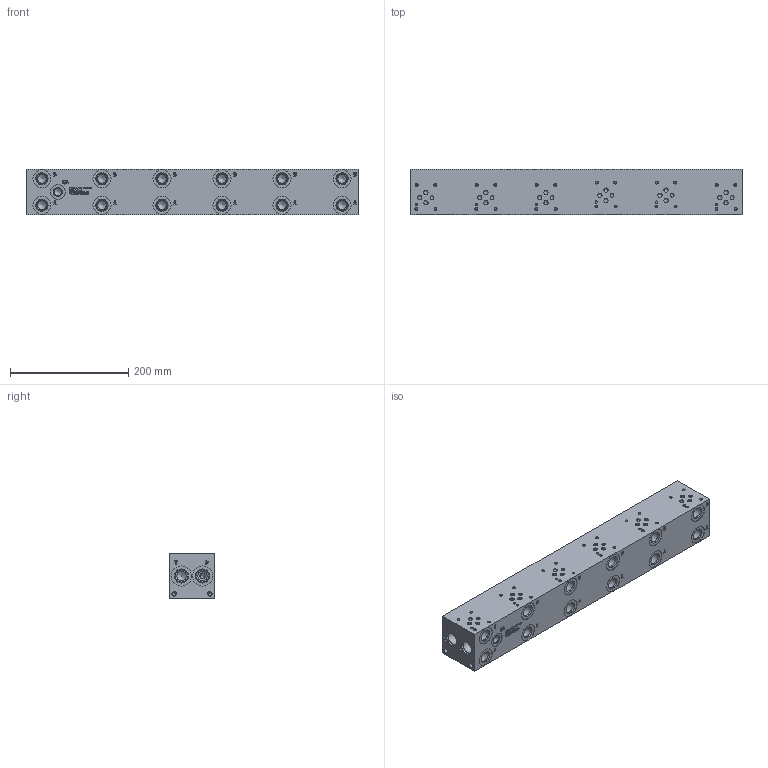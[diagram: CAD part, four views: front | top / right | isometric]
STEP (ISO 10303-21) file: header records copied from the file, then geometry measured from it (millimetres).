
FILE_DESCRIPTION(/* description */ (''),/* implementation_level */ '2;1');
FILE_NAME(/* name */ '_D03P064S.stp',/* time_stamp */ '2022-10-14T12:05:17-04:00',/* author */ ('bobbyh'),/* organization */ (''),/* preprocessor_version */ 'ST-DEVELOPER v18',/* originating_system */ 'Autodesk Inventor 2020',/* authorisation */ '');
FILE_SCHEMA (('AUTOMOTIVE_DESIGN { 1 0 10303 214 3 1 1 }'));
Length unit declared in the file: millimetre
Products named in the file (1): Part8
Bounding box: 561.98 x 76.2 x 76.2 mm (x, y, z)
Volume: 3126981.5 mm3; surface area: 217010.3 mm2
Topology: 1 solids, 1 shells, 1012 faces, 2758 edges, 1876 vertices
Faces by surface type: plane 493, bspline 216, cylinder 174, cone 129
Full cylindrical faces by diameter (mm): 3.785 x24, 3.962 x6, 4.826 x24, 6.35 x6, 6.528 x4, 7.137 x18, 7.925 x4, 12.294 x1, 12.9 x1, 14.275 x1, 14.3 x12, 14.529 x1, 15.875 x4, 17.501 x12, 19.05 x12, 19.253 x12, 20.447 x4, 22.225 x3, 22.23 x1, 22.555 x4, 23.901 x3, 25.019 x1, 30.632 x12, 34.138 x4
Entity records: 33643 total; most frequent: CARTESIAN_POINT 8380, ORIENTED_EDGE 5366, DIRECTION 4488, EDGE_CURVE 2683, VERTEX_POINT 1876, LINE 1608, VECTOR 1608, AXIS2_PLACEMENT_3D 1440
